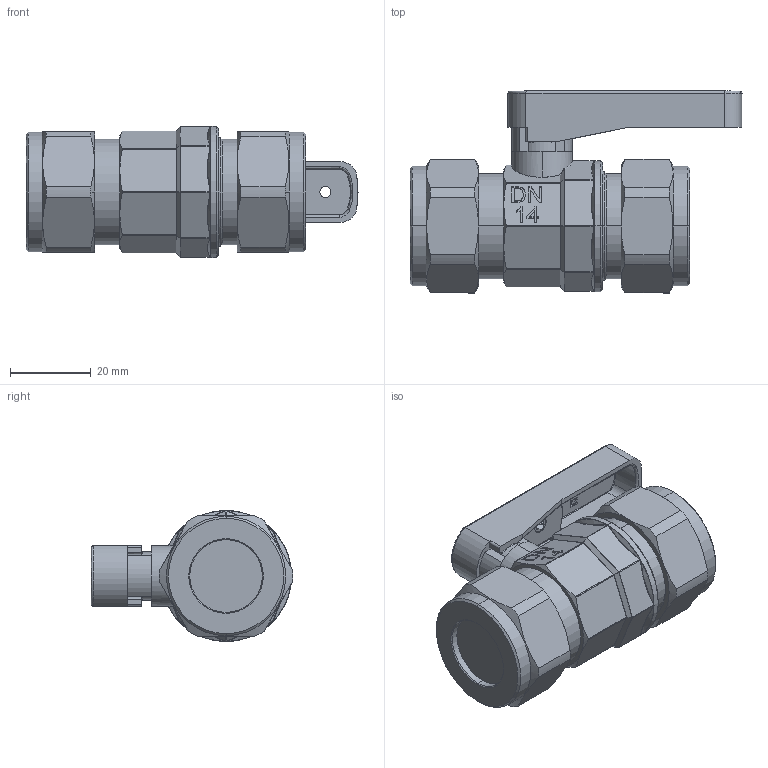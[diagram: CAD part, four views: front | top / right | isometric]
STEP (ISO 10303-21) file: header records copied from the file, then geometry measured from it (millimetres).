
FILE_DESCRIPTION (( 'STEP AP214' ), '1' );
FILE_NAME ('0645000219A.STEP', '2012-11-15T17:35:22', ( '' ), ( '' ), 'SwSTEP 2.0', 'SolidWorks 2012', '' );
FILE_SCHEMA (( 'AUTOMOTIVE_DESIGN' ));
Length unit declared in the file: millimetre
Products named in the file (1): 0645000219A
Bounding box: 82.36 x 50.1 x 32.5 mm (x, y, z)
Volume: 53437.9 mm3; surface area: 14669.3 mm2
Topology: 3 solids, 3 shells, 953 faces, 2477 edges, 1567 vertices
Faces by surface type: plane 433, bspline 270, cylinder 178, cone 72
Entity records: 45505 total; most frequent: CARTESIAN_POINT 17829, ORIENTED_EDGE 4914, DIRECTION 3486, EDGE_CURVE 2457, VERTEX_POINT 1567, VECTOR 1380, LINE 1380, AXIS2_PLACEMENT_3D 1053
